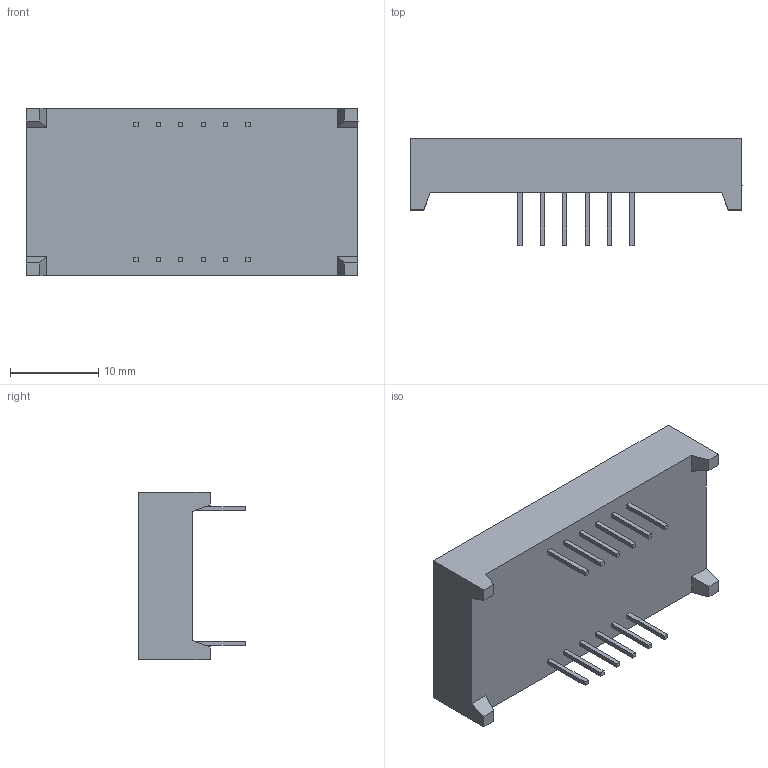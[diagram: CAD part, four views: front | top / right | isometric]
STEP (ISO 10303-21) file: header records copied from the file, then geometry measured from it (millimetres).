
FILE_DESCRIPTION (( 'STEP AP214' ), '1' );
FILE_NAME ('XDxx14x3.STEP', '2015-09-11T17:01:20', ( '' ), ( '' ), 'SwSTEP 2.0', 'SolidWorks 2012', '' );
FILE_SCHEMA (( 'AUTOMOTIVE_DESIGN' ));
Length unit declared in the file: millimetre
Products named in the file (1): XDxx14x3
Bounding box: 37.6 x 12.1 x 19 mm (x, y, z)
Volume: 4394.9 mm3; surface area: 2330.3 mm2
Topology: 1 solids, 1 shells, 440 faces, 1146 edges, 764 vertices
Faces by surface type: plane 323, bspline 99, cylinder 18
Entity records: 17933 total; most frequent: CARTESIAN_POINT 7706, ORIENTED_EDGE 2292, DIRECTION 1668, EDGE_CURVE 1146, VECTOR 912, LINE 912, VERTEX_POINT 764, EDGE_LOOP 496
